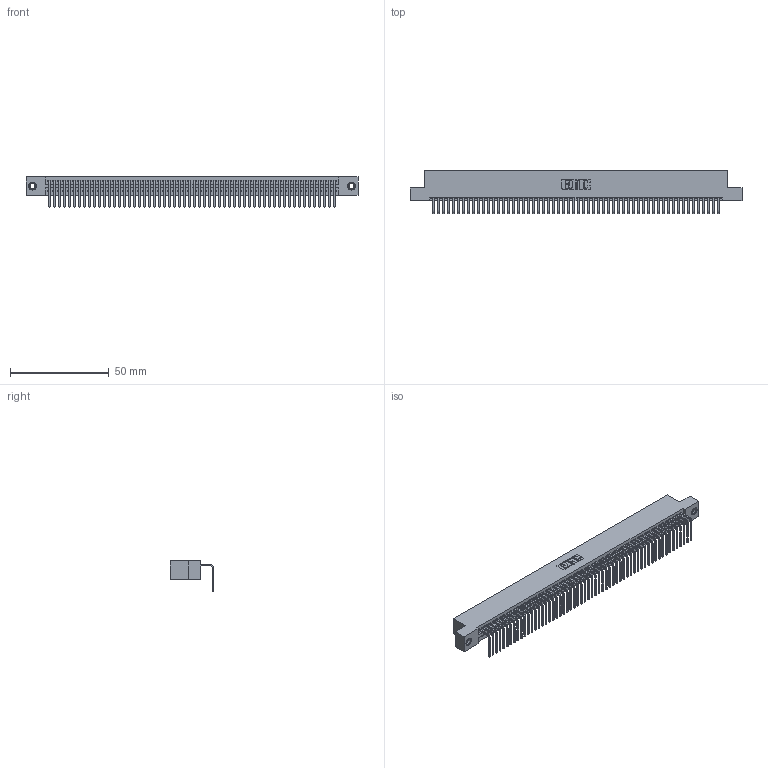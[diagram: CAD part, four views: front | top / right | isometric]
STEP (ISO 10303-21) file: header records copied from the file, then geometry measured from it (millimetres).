
FILE_DESCRIPTION (( 'STEP AP203' ), '1' );
FILE_NAME ('395-058-558-107.STEP', '2018-11-23T05:02:39', ( '' ), ( '' ), 'SwSTEP 2.0', 'SolidWorks 2016', '' );
FILE_SCHEMA (( 'CONFIG_CONTROL_DESIGN' ));
Length unit declared in the file: inch
Products named in the file (4): 345 Part_Flush Mounting Lugs - 0.156 Dia-TI; 345-292-001_558 Tail - 2; 345-250-001_345-250-005-103; 395-058-558-107
Assembly tree (61 placements, depth 2):
  395-058-558-107
    345 Part_Flush Mounting Lugs - 0.156 Dia-TI
    345-292-001_558 Tail - 2  x58
    345-250-001_345-250-005-103  x2
Bounding box: 168.53 x 21.83 x 15.37 mm (x, y, z)
Volume: 16317.9 mm3; surface area: 23070.5 mm2
Topology: 61 solids, 61 shells, 3666 faces, 11033 edges, 7270 vertices
Faces by surface type: plane 2548, cylinder 1102, cone 12, torus 4
Entity records: 42768 total; most frequent: CARTESIAN_POINT 7389, ORIENTED_EDGE 7374, DIRECTION 6457, EDGE_CURVE 3687, LINE 3303, VECTOR 3303, VERTEX_POINT 2452, AXIS2_PLACEMENT_3D 1577
